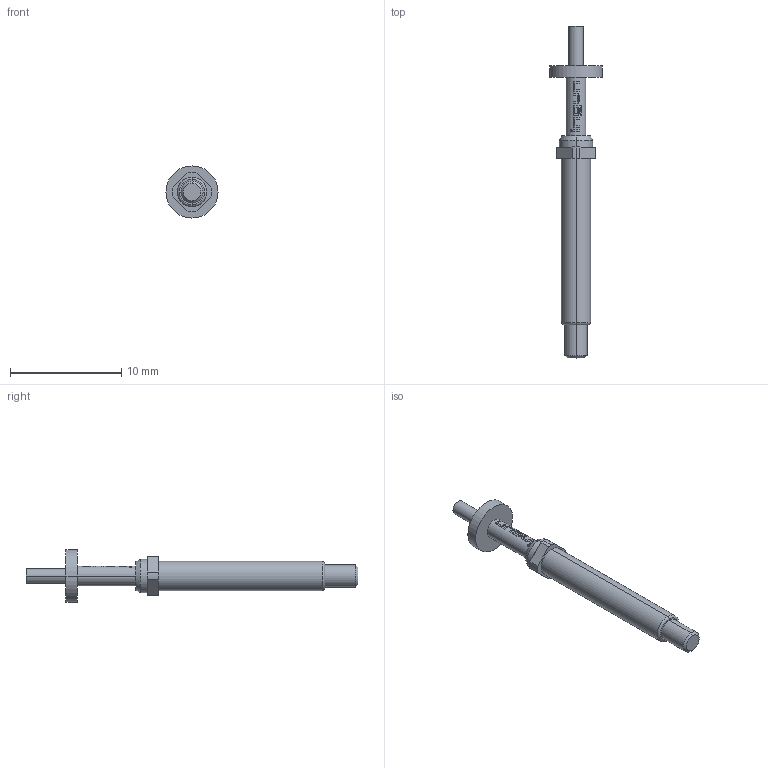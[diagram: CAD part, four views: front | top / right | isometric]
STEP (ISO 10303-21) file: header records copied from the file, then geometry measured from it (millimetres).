
FILE_DESCRIPTION (( 'STEP AP203' ), '1' );
FILE_NAME ('INGUN_T-113_302_130_360_470Axx02M.STEP', '2022-02-11T10:55:14', ( 'ochi' ), ( '' ), 'SwSTEP 2.0', 'SolidWorks 2018', '' );
FILE_SCHEMA (( 'CONFIG_CONTROL_DESIGN' ));
Length unit declared in the file: millimetre
Products named in the file (1): INGUN_T-113_302_130_360_470Axx02M
Bounding box: 4.7 x 29.9 x 4.7 mm (x, y, z)
Volume: 142.8 mm3; surface area: 267.2 mm2
Topology: 1 solids, 1 shells, 103 faces, 261 edges, 172 vertices
Faces by surface type: plane 52, cylinder 23, bspline 22, cone 4, torus 2
Entity records: 3468 total; most frequent: CARTESIAN_POINT 1057, ORIENTED_EDGE 522, DIRECTION 421, EDGE_CURVE 261, VERTEX_POINT 172, AXIS2_PLACEMENT_3D 164, EDGE_LOOP 115, ADVANCED_FACE 103
